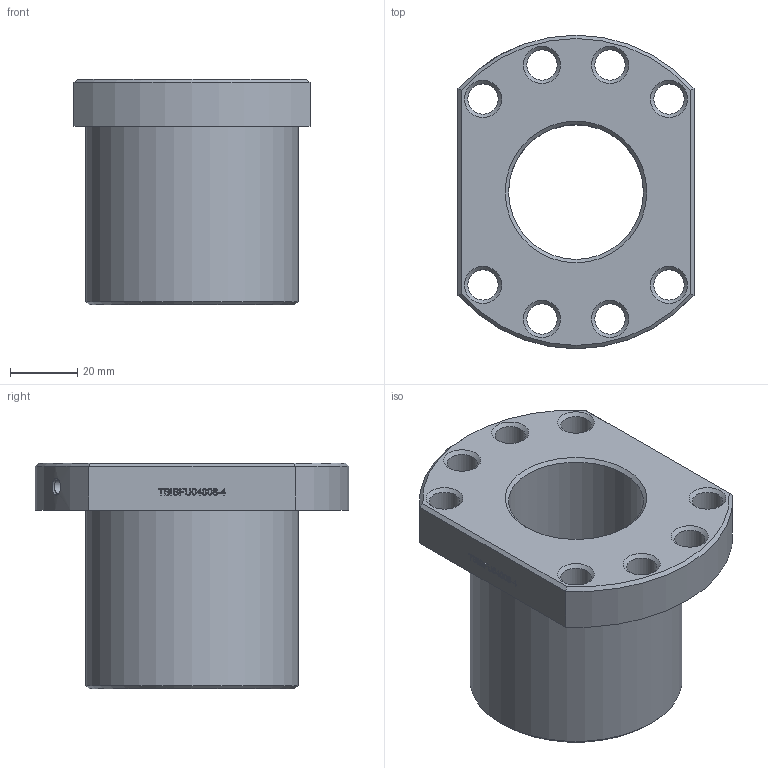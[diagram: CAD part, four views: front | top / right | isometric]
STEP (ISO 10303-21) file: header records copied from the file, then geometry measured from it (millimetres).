
FILE_DESCRIPTION(/* description */ (''),/* implementation_level */ '2;1');
FILE_NAME(/* name */ 'SFU04008-4.stp',/* time_stamp */ '2020-03-23T21:36:47+08:00',/* author */ (''),/* organization */ (''),/* preprocessor_version */ 'ST-DEVELOPER v16',/* originating_system */ 'SIEMENS PLM Software NX 10.0',/* authorisation */ '');
FILE_SCHEMA (('AUTOMOTIVE_DESIGN { 1 0 10303 214 3 1 1 1 }'));
Length unit declared in the file: millimetre
Products named in the file (1): Admi0BFC4609nau9
Bounding box: 70 x 93 x 67 mm (x, y, z)
Volume: 154787.9 mm3; surface area: 33772.8 mm2
Topology: 1 solids, 1 shells, 153 faces, 365 edges, 238 vertices
Faces by surface type: plane 93, extrusion 30, cone 15, cylinder 14, bspline 1
Full cylindrical faces by diameter (mm): 4 x1, 5.2 x1, 9 x8, 40 x1, 63 x1
Entity records: 5622 total; most frequent: CARTESIAN_POINT 2342, ORIENTED_EDGE 672, DIRECTION 524, EDGE_CURVE 336, VERTEX_POINT 236, EDGE_LOOP 221, VECTOR 196, LINE 166
